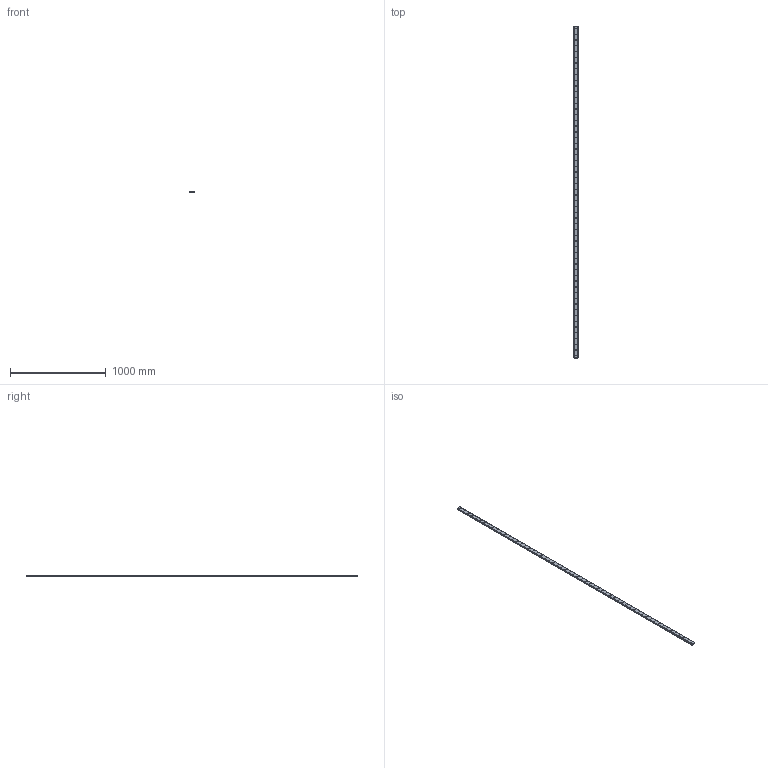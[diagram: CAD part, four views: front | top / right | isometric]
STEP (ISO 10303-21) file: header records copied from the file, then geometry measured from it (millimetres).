
FILE_DESCRIPTION(('STEP AP214'),'1');
FILE_NAME('cctmp_3E943E4A-6D6A-404E-8253-2AC17499A548_2021_03_05_12_58_58_0941..stp','2021-03-05T11:58:59',('HIWIN GmbH'),('CADClick - www.CADClick.com'),'Spatial InterOp 3D',' ','unknown authorization');
FILE_SCHEMA(('AUTOMOTIVE_DESIGN'));
Length unit declared in the file: millimetre
Products named in the file (1): WER27R3470H_FILE
Bounding box: 42 x 3470 x 15 mm (x, y, z)
Volume: 2019615.9 mm3; surface area: 436396.9 mm2
Topology: 1 solids, 1 shells, 1147 faces, 2379 edges, 1586 vertices
Faces by surface type: cylinder 714, plane 433
Entity records: 40341 total; most frequent: DIRECTION 6103, CARTESIAN_POINT 5113, ORIENTED_EDGE 4758, AXIS2_PLACEMENT_3D 2576, EDGE_CURVE 2379, VERTEX_POINT 1586, EDGE_LOOP 1499, CIRCLE 1428
